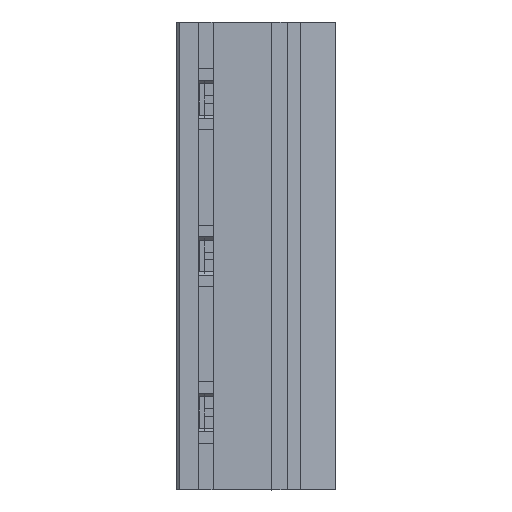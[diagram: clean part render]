
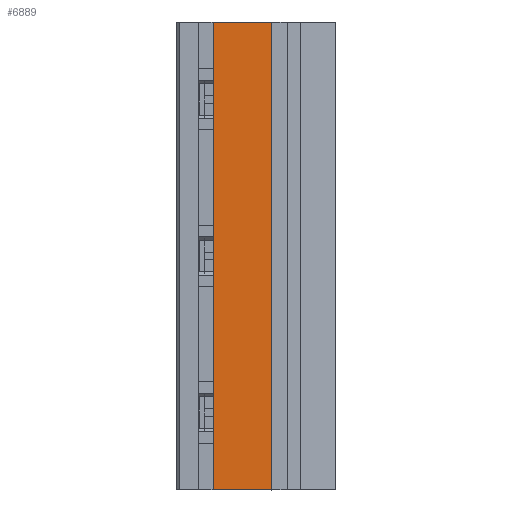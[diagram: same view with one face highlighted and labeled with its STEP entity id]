
A CAD part, left-side view. The second image highlights one B-rep face of the part: STEP entity #6889.
In plain terms, the highlighted planar face has unit normal (-1, 0, 0).
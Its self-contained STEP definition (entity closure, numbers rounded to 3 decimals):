
#6876=AXIS2_PLACEMENT_3D('Plane Axis2P3D',#6873,#6874,#6875) ;
#1153=CARTESIAN_POINT('Vertex',(-0.003,27.95,150.25)) ;
#1156=CARTESIAN_POINT('Line Origine',(-0.003,18.575,150.25)) ;
#1160=CARTESIAN_POINT('Vertex',(-0.003,9.2,150.25)) ;
#2820=CARTESIAN_POINT('Vertex',(-0.003,9.2,0.75)) ;
#2823=CARTESIAN_POINT('Line Origine',(-0.003,18.575,0.75)) ;
#2827=CARTESIAN_POINT('Vertex',(-0.003,27.95,0.75)) ;
#6774=CARTESIAN_POINT('Line Origine',(-0.003,27.95,75.5)) ;
#6873=CARTESIAN_POINT('Axis2P3D Location',(-0.003,9.2,150.25)) ;
#6878=CARTESIAN_POINT('Line Origine',(-0.003,9.2,75.5)) ;
#1157=DIRECTION('Vector Direction',(0.,-1.,0.)) ;
#2824=DIRECTION('Vector Direction',(0.,-1.,0.)) ;
#6775=DIRECTION('Vector Direction',(0.,0.,-1.)) ;
#6874=DIRECTION('Axis2P3D Direction',(-1.,0.,0.)) ;
#6875=DIRECTION('Axis2P3D XDirection',(0.,0.,1.)) ;
#6879=DIRECTION('Vector Direction',(0.,0.,-1.)) ;
#1158=VECTOR('Line Direction',#1157,1.) ;
#2825=VECTOR('Line Direction',#2824,1.) ;
#6776=VECTOR('Line Direction',#6775,1.) ;
#6880=VECTOR('Line Direction',#6879,1.) ;
#6884=ORIENTED_EDGE('',*,*,#1162,.F.) ;
#6885=ORIENTED_EDGE('',*,*,#6778,.T.) ;
#6886=ORIENTED_EDGE('',*,*,#2829,.T.) ;
#6887=ORIENTED_EDGE('',*,*,#6882,.F.) ;
#6889=ADVANCED_FACE('Hauptkoerper_nicht_benutzen',(#6888),#6877,.T.) ;
#1162=EDGE_CURVE('',#1154,#1161,#1159,.T.) ;
#2829=EDGE_CURVE('',#2828,#2821,#2826,.T.) ;
#6778=EDGE_CURVE('',#1154,#2828,#6777,.T.) ;
#6882=EDGE_CURVE('',#1161,#2821,#6881,.T.) ;
#6883=EDGE_LOOP('',(#6884,#6885,#6886,#6887)) ;
#6888=FACE_OUTER_BOUND('',#6883,.T.) ;
#1159=LINE('Line',#1156,#1158) ;
#2826=LINE('Line',#2823,#2825) ;
#6777=LINE('Line',#6774,#6776) ;
#6881=LINE('Line',#6878,#6880) ;
#6877=PLANE('Plane',#6876) ;
#1154=VERTEX_POINT('',#1153) ;
#1161=VERTEX_POINT('',#1160) ;
#2821=VERTEX_POINT('',#2820) ;
#2828=VERTEX_POINT('',#2827) ;
